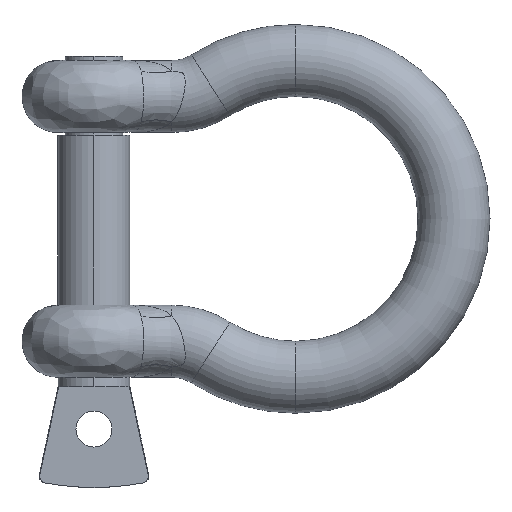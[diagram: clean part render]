
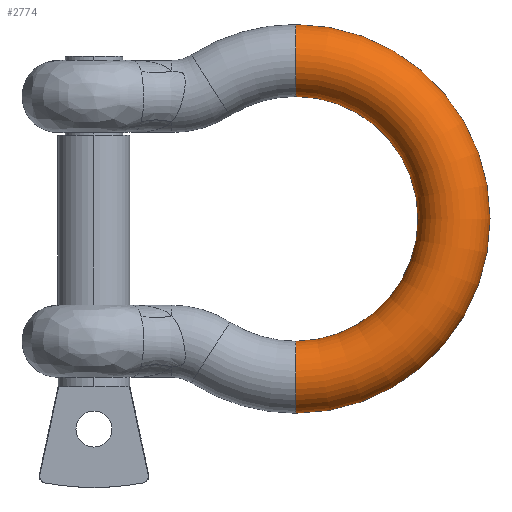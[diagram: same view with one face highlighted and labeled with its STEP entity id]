
A CAD part, top view. The second image highlights one B-rep face of the part: STEP entity #2774.
In plain terms, the highlighted toroidal (fillet/blend) face has major radius 11 mm and minor radius 2.5 mm.
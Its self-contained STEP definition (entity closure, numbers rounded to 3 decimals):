
#697=CARTESIAN_POINT('',(25.,0.,0.));
#698=DIRECTION('',(0.,0.,1.));
#699=DIRECTION('',(0.,-1.,0.));
#700=AXIS2_PLACEMENT_3D('',#697,#698,#699);
#860=CARTESIAN_POINT('',(25.,-11.,0.));
#861=DIRECTION('',(1.,0.,0.));
#862=DIRECTION('',(0.,1.,0.));
#863=AXIS2_PLACEMENT_3D('',#860,#861,#862);
#865=CARTESIAN_POINT('',(25.,0.,0.));
#866=DIRECTION('',(0.,0.,1.));
#867=DIRECTION('',(0.,-1.,0.));
#868=AXIS2_PLACEMENT_3D('',#865,#866,#867);
#870=CARTESIAN_POINT('',(25.,11.,0.));
#871=DIRECTION('',(-1.,0.,0.));
#872=DIRECTION('',(0.,-1.,0.));
#873=AXIS2_PLACEMENT_3D('',#870,#871,#872);
#1057=CARTESIAN_POINT('',(25.,-8.5,0.));
#1058=CARTESIAN_POINT('',(25.,-13.5,0.));
#1059=VERTEX_POINT('',#1057);
#1060=VERTEX_POINT('',#1058);
#1061=CARTESIAN_POINT('',(25.,8.5,0.));
#1062=CARTESIAN_POINT('',(25.,13.5,0.));
#1063=VERTEX_POINT('',#1061);
#1064=VERTEX_POINT('',#1062);
#2762=CARTESIAN_POINT('',(25.,0.,0.));
#2763=DIRECTION('',(0.,0.,1.));
#2764=DIRECTION('',(0.,1.,0.));
#2765=AXIS2_PLACEMENT_3D('',#2762,#2763,#2764);
#2766=TOROIDAL_SURFACE('',#2765,11.,2.5);
#2767=ORIENTED_EDGE('',*,*,#2756,.F.);
#2768=ORIENTED_EDGE('',*,*,#2366,.T.);
#2770=ORIENTED_EDGE('',*,*,#2769,.T.);
#2771=ORIENTED_EDGE('',*,*,#2363,.F.);
#2772=EDGE_LOOP('',(#2767,#2768,#2770,#2771));
#2773=FACE_OUTER_BOUND('',#2772,.F.);
#701=CIRCLE('',#700,13.5);
#864=CIRCLE('',#863,2.5);
#869=CIRCLE('',#868,8.5);
#874=CIRCLE('',#873,2.5);
#2363=EDGE_CURVE('',#1060,#1064,#701,.T.);
#2366=EDGE_CURVE('',#1059,#1063,#869,.T.);
#2756=EDGE_CURVE('',#1059,#1060,#864,.T.);
#2769=EDGE_CURVE('',#1063,#1064,#874,.T.);
#2774=ADVANCED_FACE('',(#2773),#2766,.T.);
